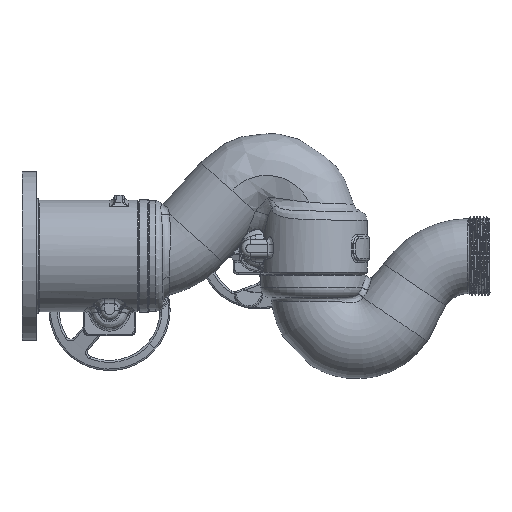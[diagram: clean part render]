
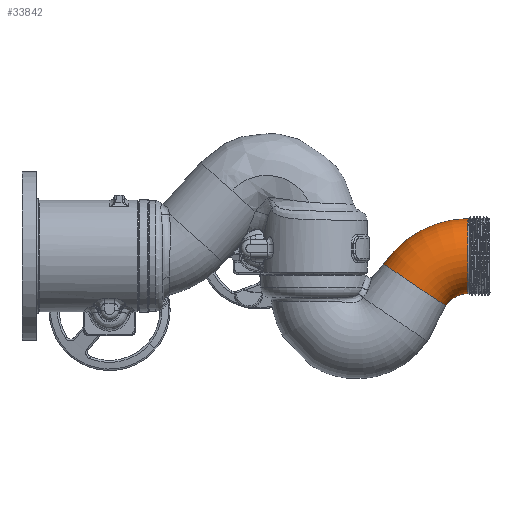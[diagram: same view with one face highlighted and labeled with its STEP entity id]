
A CAD part, left-side view. The second image highlights one B-rep face of the part: STEP entity #33842.
In plain terms, the highlighted toroidal (fillet/blend) face has major radius 88.9 mm and minor radius 50.8 mm.
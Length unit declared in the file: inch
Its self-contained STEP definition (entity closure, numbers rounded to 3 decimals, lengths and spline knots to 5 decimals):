
#7831 = B_SPLINE_CURVE_WITH_KNOTS ( 'NONE', 3,
 ( #28355, #28539, #28540, #28542, #28543, #28545, #28546, #28547, #28549, #28551, #28553, #28555, #28557, #28558, #28559, #28561, #28562, #28564, #28566, #28567, #28569, #28571, #28573, #28575, #28576, #28577, #28579, #28581, #28582, #28583, #28584, #28585, #28587, #28588 ),
 .UNSPECIFIED., .F., .F.,
 ( 4, 2, 2, 2, 2, 2, 2, 2, 2, 2, 2, 2, 2, 2, 2, 2, 4 ),
 ( 0., 0.03125, 0.0625, 0.09375, 0.125, 0.15625, 0.1875, 0.21875, 0.25, 0.28125, 0.3125, 0.34375, 0.375, 0.40625, 0.4375, 0.46875, 0.5 ),
 .UNSPECIFIED. ) ;
#7838 = B_SPLINE_CURVE_WITH_KNOTS ( 'NONE', 3,
 ( #28926, #28935, #28937, #28938 ),
 .UNSPECIFIED., .F., .F.,
 ( 4, 4 ),
 ( 0.5, 0.50001 ),
 .UNSPECIFIED. ) ;
#7839 = B_SPLINE_CURVE_WITH_KNOTS ( 'NONE', 3,
 ( #28940, #28947, #28949, #28950, #28951, #28953, #28954, #28956, #28957, #28959, #28960, #28961, #28963, #28965, #28967, #28969, #28970, #28971, #28973, #28975 ),
 .UNSPECIFIED., .F., .F.,
 ( 4, 1, 1, 1, 1, 1, 1, 1, 1, 1, 1, 1, 1, 1, 1, 1, 1, 4 ),
 ( 0., 0.02346, 0.04693, 0.08212, 0.11732, 0.15251, 0.18771, 0.21747, 0.24723, 0.27699, 0.30675, 0.34021, 0.37368, 0.40491, 0.43613, 0.46736, 0.49858, 0.5 ),
 .UNSPECIFIED. ) ;
#19030 = CARTESIAN_POINT ( 'NONE',  ( -2.66091, 0., 2.4621 ) ) ;
#19036 = CARTESIAN_POINT ( 'NONE',  ( 1.99961, 0., 1.28393 ) ) ;
#19037 = CARTESIAN_POINT ( 'NONE',  ( -2.00169, -0.00015, 1.28993 ) ) ;
#19038 = CARTESIAN_POINT ( 'NONE',  ( -2.00169, 0., 1.28993 ) ) ;
#19135 = CARTESIAN_POINT ( 'NONE',  ( -0.42332, 0., 5.77771 ) ) ;
#19711 = EDGE_CURVE ( 'NONE', #35883, #35602, #7831, .T. ) ;
#19721 = EDGE_CURVE ( 'NONE', #35614, #35616, #7838, .T. ) ;
#19722 = EDGE_CURVE ( 'NONE', #35612, #35883, #28795, .T. ) ;
#19723 = EDGE_CURVE ( 'NONE', #35612, #35614, #7839, .T. ) ;
#19724 = EDGE_CURVE ( 'NONE', #35616, #35602, #28798, .T. ) ;
#20846 = ORIENTED_EDGE ( 'NONE', *, *, #19723, .F. ) ;
#20847 = ORIENTED_EDGE ( 'NONE', *, *, #19722, .T. ) ;
#20848 = ORIENTED_EDGE ( 'NONE', *, *, #19711, .T. ) ;
#20849 = ORIENTED_EDGE ( 'NONE', *, *, #19724, .F. ) ;
#20850 = ORIENTED_EDGE ( 'NONE', *, *, #19721, .F. ) ;
#24164 = AXIS2_PLACEMENT_3D ( 'NONE', #28945, #28978, #28980 ) ;
#24168 = AXIS2_PLACEMENT_3D ( 'NONE', #28934, #28942, #28943 ) ;
#25470 = AXIS2_PLACEMENT_3D ( 'NONE', #49471, #49323, #49481 ) ;
#28355 = CARTESIAN_POINT ( 'NONE',  ( -0.42332, 0., 5.77771 ) ) ;
#28539 = CARTESIAN_POINT ( 'NONE',  ( -0.42332, -0.1309, 5.77771 ) ) ;
#28540 = CARTESIAN_POINT ( 'NONE',  ( -0.43054, -0.2618, 5.76702 ) ) ;
#28542 = CARTESIAN_POINT ( 'NONE',  ( -0.45911, -0.51857, 5.72468 ) ) ;
#28543 = CARTESIAN_POINT ( 'NONE',  ( -0.48047, -0.64443, 5.69303 ) ) ;
#28545 = CARTESIAN_POINT ( 'NONE',  ( -0.53651, -0.8863, 5.60999 ) ) ;
#28546 = CARTESIAN_POINT ( 'NONE',  ( -0.57119, -1.0023, 5.5586 ) ) ;
#28547 = CARTESIAN_POINT ( 'NONE',  ( -0.65256, -1.21998, 5.43803 ) ) ;
#28549 = CARTESIAN_POINT ( 'NONE',  ( -0.69923, -1.32165, 5.36887 ) ) ;
#28551 = CARTESIAN_POINT ( 'NONE',  ( -0.80279, -1.50677, 5.21542 ) ) ;
#28553 = CARTESIAN_POINT ( 'NONE',  ( -0.85966, -1.59022, 5.13115 ) ) ;
#28555 = CARTESIAN_POINT ( 'NONE',  ( -0.98143, -1.73566, 4.95071 ) ) ;
#28557 = CARTESIAN_POINT ( 'NONE',  ( -1.04632, -1.79767, 4.85456 ) ) ;
#28558 = CARTESIAN_POINT ( 'NONE',  ( -1.18162, -1.89785, 4.65407 ) ) ;
#28559 = CARTESIAN_POINT ( 'NONE',  ( -1.25203, -1.93603, 4.54974 ) ) ;
#28561 = CARTESIAN_POINT ( 'NONE',  ( -1.39567, -1.98711, 4.33691 ) ) ;
#28562 = CARTESIAN_POINT ( 'NONE',  ( -1.46889, -2., 4.22841 ) ) ;
#28564 = CARTESIAN_POINT ( 'NONE',  ( -1.61534, -2., 4.0114 ) ) ;
#28566 = CARTESIAN_POINT ( 'NONE',  ( -1.68856, -1.98711, 3.9029 ) ) ;
#28567 = CARTESIAN_POINT ( 'NONE',  ( -1.8322, -1.93603, 3.69006 ) ) ;
#28569 = CARTESIAN_POINT ( 'NONE',  ( -1.90261, -1.89785, 3.58573 ) ) ;
#28571 = CARTESIAN_POINT ( 'NONE',  ( -2.03791, -1.79767, 3.38525 ) ) ;
#28573 = CARTESIAN_POINT ( 'NONE',  ( -2.1028, -1.73566, 3.28909 ) ) ;
#28575 = CARTESIAN_POINT ( 'NONE',  ( -2.22457, -1.59022, 3.10866 ) ) ;
#28576 = CARTESIAN_POINT ( 'NONE',  ( -2.28144, -1.50677, 3.02438 ) ) ;
#28577 = CARTESIAN_POINT ( 'NONE',  ( -2.385, -1.32165, 2.87094 ) ) ;
#28579 = CARTESIAN_POINT ( 'NONE',  ( -2.43168, -1.21998, 2.80177 ) ) ;
#28581 = CARTESIAN_POINT ( 'NONE',  ( -2.51304, -1.0023, 2.68121 ) ) ;
#28582 = CARTESIAN_POINT ( 'NONE',  ( -2.54772, -0.8863, 2.62982 ) ) ;
#28583 = CARTESIAN_POINT ( 'NONE',  ( -2.60377, -0.64443, 2.54677 ) ) ;
#28584 = CARTESIAN_POINT ( 'NONE',  ( -2.62512, -0.51857, 2.51512 ) ) ;
#28585 = CARTESIAN_POINT ( 'NONE',  ( -2.65369, -0.2618, 2.47279 ) ) ;
#28587 = CARTESIAN_POINT ( 'NONE',  ( -2.66091, -0.1309, 2.4621 ) ) ;
#28588 = CARTESIAN_POINT ( 'NONE',  ( -2.66091, 0., 2.4621 ) ) ;
#28795 = CIRCLE ( 'NONE', #24168, 5.5 ) ;
#28798 = CIRCLE ( 'NONE', #24164, 1.5 ) ;
#28926 = CARTESIAN_POINT ( 'NONE',  ( -2.00169, -0.00015, 1.28993 ) ) ;
#28934 = CARTESIAN_POINT ( 'NONE',  ( -3.5, 0., 1.21875 ) ) ;
#28935 = CARTESIAN_POINT ( 'NONE',  ( -2.00169, -0.0001, 1.28993 ) ) ;
#28937 = CARTESIAN_POINT ( 'NONE',  ( -2.00169, -0.00005, 1.28993 ) ) ;
#28938 = CARTESIAN_POINT ( 'NONE',  ( -2.00169, 0., 1.28993 ) ) ;
#28940 = CARTESIAN_POINT ( 'NONE',  ( 1.99961, 0., 1.28393 ) ) ;
#28942 = DIRECTION ( 'NONE',  ( 0., -1., 0. ) ) ;
#28943 = DIRECTION ( 'NONE',  ( 1., 0., 0. ) ) ;
#28945 = CARTESIAN_POINT ( 'NONE',  ( -3.5, 0., 1.21875 ) ) ;
#28947 = CARTESIAN_POINT ( 'NONE',  ( 1.99961, -0.09827, 1.28393 ) ) ;
#28949 = CARTESIAN_POINT ( 'NONE',  ( 1.98509, -0.2949, 1.28393 ) ) ;
#28950 = CARTESIAN_POINT ( 'NONE',  ( 1.90943, -0.63145, 1.28396 ) ) ;
#28951 = CARTESIAN_POINT ( 'NONE',  ( 1.75339, -0.99498, 1.28402 ) ) ;
#28953 = CARTESIAN_POINT ( 'NONE',  ( 1.49239, -1.35545, 1.28413 ) ) ;
#28954 = CARTESIAN_POINT ( 'NONE',  ( 1.15867, -1.6499, 1.28429 ) ) ;
#28956 = CARTESIAN_POINT ( 'NONE',  ( 0.7886, -1.85294, 1.2845 ) ) ;
#28957 = CARTESIAN_POINT ( 'NONE',  ( 0.40754, -1.96986, 1.28477 ) ) ;
#28959 = CARTESIAN_POINT ( 'NONE',  ( 0.03415, -2.01139, 1.28508 ) ) ;
#28960 = CARTESIAN_POINT ( 'NONE',  ( -0.34046, -1.98279, 1.28547 ) ) ;
#28961 = CARTESIAN_POINT ( 'NONE',  ( -0.71833, -1.881, 1.28597 ) ) ;
#28963 = CARTESIAN_POINT ( 'NONE',  ( -1.08296, -1.6996, 1.28662 ) ) ;
#28965 = CARTESIAN_POINT ( 'NONE',  ( -1.4066, -1.44225, 1.28741 ) ) ;
#28967 = CARTESIAN_POINT ( 'NONE',  ( -1.66543, -1.13241, 1.28827 ) ) ;
#28969 = CARTESIAN_POINT ( 'NONE',  ( -1.85441, -0.78636, 1.2891 ) ) ;
#28970 = CARTESIAN_POINT ( 'NONE',  ( -1.9723, -0.4101, 1.28975 ) ) ;
#28971 = CARTESIAN_POINT ( 'NONE',  ( -2.00107, -0.14282, 1.28992 ) ) ;
#28973 = CARTESIAN_POINT ( 'NONE',  ( -2.00169, -0.00608, 1.28993 ) ) ;
#28975 = CARTESIAN_POINT ( 'NONE',  ( -2.00169, -0.00015, 1.28993 ) ) ;
#28978 = DIRECTION ( 'NONE',  ( 0., -1., 0. ) ) ;
#28980 = DIRECTION ( 'NONE',  ( 1., 0., 0. ) ) ;
#33842 = ADVANCED_FACE ( 'NONE', ( #50181 ), #50219, .T. ) ;
#34590 = EDGE_LOOP ( 'NONE', ( #20846, #20847, #20848, #20849, #20850 ) ) ;
#35602 = VERTEX_POINT ( 'NONE', #19030 ) ;
#35612 = VERTEX_POINT ( 'NONE', #19036 ) ;
#35614 = VERTEX_POINT ( 'NONE', #19037 ) ;
#35616 = VERTEX_POINT ( 'NONE', #19038 ) ;
#35883 = VERTEX_POINT ( 'NONE', #19135 ) ;
#49323 = DIRECTION ( 'NONE',  ( 0., -1., 0. ) ) ;
#49471 = CARTESIAN_POINT ( 'NONE',  ( -3.5, 0., 1.21875 ) ) ;
#49481 = DIRECTION ( 'NONE',  ( 1., 0., 0. ) ) ;
#50181 = FACE_OUTER_BOUND ( 'NONE', #34590, .T. ) ;
#50219 = TOROIDAL_SURFACE ( 'NONE', #25470, 3.5, 2. ) ;
